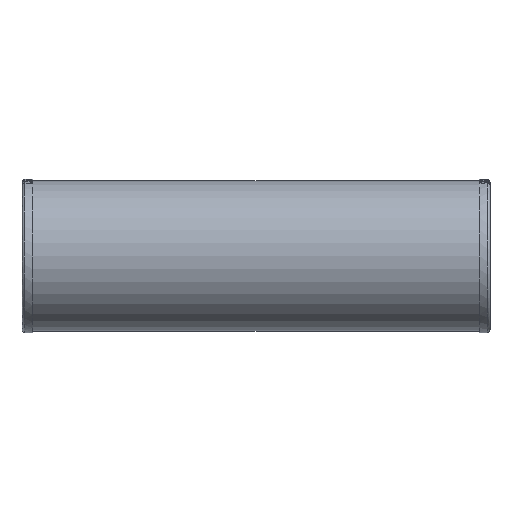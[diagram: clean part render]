
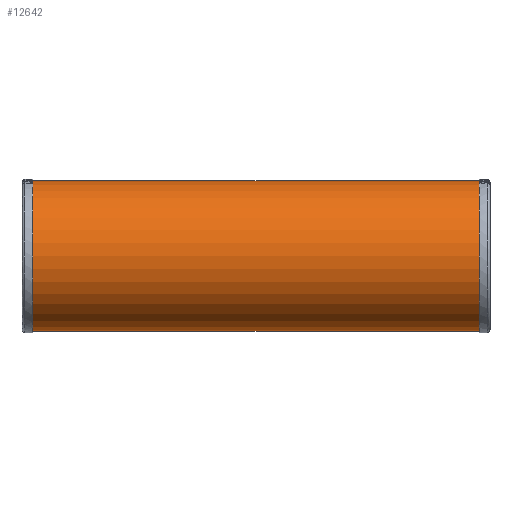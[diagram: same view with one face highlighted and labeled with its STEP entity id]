
A CAD part, front view. The second image highlights one B-rep face of the part: STEP entity #12642.
In plain terms, the highlighted cylindrical face has radius 39.726 mm (diameter 79.451 mm), a full revolution.
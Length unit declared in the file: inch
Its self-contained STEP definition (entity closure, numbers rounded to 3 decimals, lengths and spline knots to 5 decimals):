
#12611=CARTESIAN_POINT('',(0.21875,1.564,0.0));
#12612=VERTEX_POINT('',#12611);
#12613=CARTESIAN_POINT('',(0.21875,0.0,0.0));
#12614=DIRECTION('',(1.0,0.0,0.0));
#12615=DIRECTION('',(0.0,1.0,0.0));
#12616=AXIS2_PLACEMENT_3D('',#12613,#12614,#12615);
#12617=CIRCLE('',#12616,1.564);
#12618=EDGE_CURVE('',#12612,#12612,#12617,.T.);
#12623=CARTESIAN_POINT('',(4.86,0.0,0.0));
#12624=DIRECTION('',(1.0,0.0,0.0));
#12625=DIRECTION('',(0.0,1.0,0.0));
#12626=AXIS2_PLACEMENT_3D('',#12623,#12624,#12625);
#12627=CYLINDRICAL_SURFACE('',#12626,1.564);
#12628=CARTESIAN_POINT('',(9.50125,1.564,0.0));
#12629=VERTEX_POINT('',#12628);
#12630=CARTESIAN_POINT('',(9.50125,0.0,0.0));
#12631=DIRECTION('',(1.0,0.0,0.0));
#12632=DIRECTION('',(0.0,1.0,0.0));
#12633=AXIS2_PLACEMENT_3D('',#12630,#12631,#12632);
#12634=CIRCLE('',#12633,1.564);
#12635=EDGE_CURVE('',#12629,#12629,#12634,.T.);
#12636=ORIENTED_EDGE('',*,*,#12635,.F.);
#12637=EDGE_LOOP('',(#12636));
#12638=FACE_OUTER_BOUND('',#12637,.T.);
#12639=ORIENTED_EDGE('',*,*,#12618,.T.);
#12640=EDGE_LOOP('',(#12639));
#12641=FACE_BOUND('',#12640,.T.);
#12642=ADVANCED_FACE('',(#12638,#12641),#12627,.T.);
